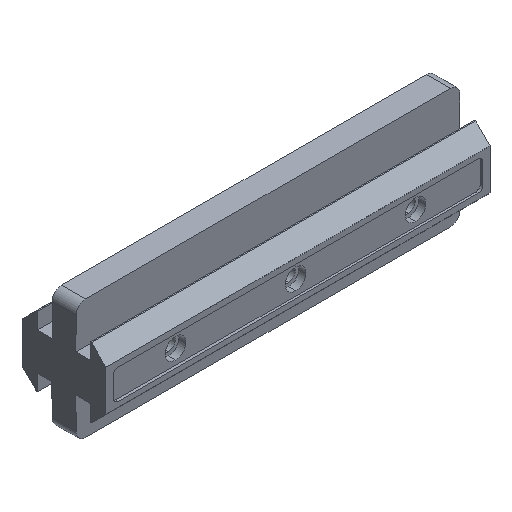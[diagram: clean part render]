
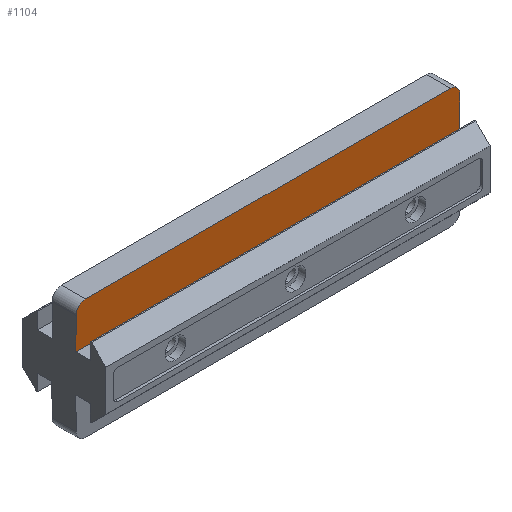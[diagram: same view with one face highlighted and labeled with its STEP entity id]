
A CAD part, isometric view. The second image highlights one B-rep face of the part: STEP entity #1104.
In plain terms, the highlighted planar face has unit normal (0, -1, 0).
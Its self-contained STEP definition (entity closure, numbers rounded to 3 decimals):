
#32 = DIRECTION ( 'NONE',  ( 0., 0., 1. ) ) ;
#35 = ORIENTED_EDGE ( 'NONE', *, *, #1762, .F. ) ;
#41 = EDGE_CURVE ( 'NONE', #1560, #1206, #2155, .T. ) ;
#74 = VERTEX_POINT ( 'NONE', #1030 ) ;
#97 = EDGE_LOOP ( 'NONE', ( #738, #2166, #35, #1592, #658, #1346 ) ) ;
#136 = CARTESIAN_POINT ( 'NONE',  ( -40., -2.5, 10.5 ) ) ;
#144 = EDGE_CURVE ( 'NONE', #322, #1206, #2033, .T. ) ;
#272 = CARTESIAN_POINT ( 'NONE',  ( 38., -2.5, 12.5 ) ) ;
#308 = CARTESIAN_POINT ( 'NONE',  ( 40., -2.5, 10.5 ) ) ;
#322 = VERTEX_POINT ( 'NONE', #308 ) ;
#356 = VECTOR ( 'NONE', #1059, 1000. ) ;
#363 = DIRECTION ( 'NONE',  ( 0., 1., 0. ) ) ;
#386 = LINE ( 'NONE', #1643, #939 ) ;
#413 = VECTOR ( 'NONE', #2047, 1000. ) ;
#523 = LINE ( 'NONE', #1916, #413 ) ;
#525 = CARTESIAN_POINT ( 'NONE',  ( -38., -2.5, 10.5 ) ) ;
#544 = DIRECTION ( 'NONE',  ( 0., -1., 0. ) ) ;
#554 = FACE_OUTER_BOUND ( 'NONE', #97, .T. ) ;
#557 = DIRECTION ( 'NONE',  ( 0., 0., 1. ) ) ;
#658 = ORIENTED_EDGE ( 'NONE', *, *, #721, .F. ) ;
#692 = DIRECTION ( 'NONE',  ( 0., 0., 1. ) ) ;
#701 = AXIS2_PLACEMENT_3D ( 'NONE', #897, #863, #1788 ) ;
#717 = CARTESIAN_POINT ( 'NONE',  ( -40., -2.5, -12.5 ) ) ;
#721 = EDGE_CURVE ( 'NONE', #322, #1090, #523, .T. ) ;
#738 = ORIENTED_EDGE ( 'NONE', *, *, #41, .F. ) ;
#863 = DIRECTION ( 'NONE',  ( 0., -1., 0. ) ) ;
#880 = PLANE ( 'NONE',  #1092 ) ;
#897 = CARTESIAN_POINT ( 'NONE',  ( 38., -2.5, 10.5 ) ) ;
#906 = VERTEX_POINT ( 'NONE', #136 ) ;
#939 = VECTOR ( 'NONE', #1632, 1000. ) ;
#1030 = CARTESIAN_POINT ( 'NONE',  ( -40., -2.5, 3.9 ) ) ;
#1059 = DIRECTION ( 'NONE',  ( 1., 0., 0. ) ) ;
#1090 = VERTEX_POINT ( 'NONE', #1471 ) ;
#1092 = AXIS2_PLACEMENT_3D ( 'NONE', #2022, #363, #32 ) ;
#1104 = ADVANCED_FACE ( 'NONE', ( #554 ), #880, .F. ) ;
#1206 = VERTEX_POINT ( 'NONE', #272 ) ;
#1280 = VECTOR ( 'NONE', #692, 1000. ) ;
#1346 = ORIENTED_EDGE ( 'NONE', *, *, #144, .T. ) ;
#1471 = CARTESIAN_POINT ( 'NONE',  ( 40., -2.5, 3.9 ) ) ;
#1560 = VERTEX_POINT ( 'NONE', #1701 ) ;
#1592 = ORIENTED_EDGE ( 'NONE', *, *, #1948, .T. ) ;
#1632 = DIRECTION ( 'NONE',  ( 1., 0., 0. ) ) ;
#1643 = CARTESIAN_POINT ( 'NONE',  ( -40., -2.5, 3.9 ) ) ;
#1701 = CARTESIAN_POINT ( 'NONE',  ( -38., -2.5, 12.5 ) ) ;
#1718 = CIRCLE ( 'NONE', #1895, 2. ) ;
#1762 = EDGE_CURVE ( 'NONE', #74, #906, #1969, .T. ) ;
#1788 = DIRECTION ( 'NONE',  ( 0., 0., 1. ) ) ;
#1895 = AXIS2_PLACEMENT_3D ( 'NONE', #525, #544, #557 ) ;
#1916 = CARTESIAN_POINT ( 'NONE',  ( 40., -2.5, -12.5 ) ) ;
#1948 = EDGE_CURVE ( 'NONE', #74, #1090, #386, .T. ) ;
#1964 = CARTESIAN_POINT ( 'NONE',  ( -40., -2.5, 12.5 ) ) ;
#1969 = LINE ( 'NONE', #717, #1280 ) ;
#2022 = CARTESIAN_POINT ( 'NONE',  ( 0., -2.5, 0. ) ) ;
#2033 = CIRCLE ( 'NONE', #701, 2. ) ;
#2047 = DIRECTION ( 'NONE',  ( 0., 0., -1. ) ) ;
#2155 = LINE ( 'NONE', #1964, #356 ) ;
#2166 = ORIENTED_EDGE ( 'NONE', *, *, #2208, .T. ) ;
#2208 = EDGE_CURVE ( 'NONE', #1560, #906, #1718, .T. ) ;
